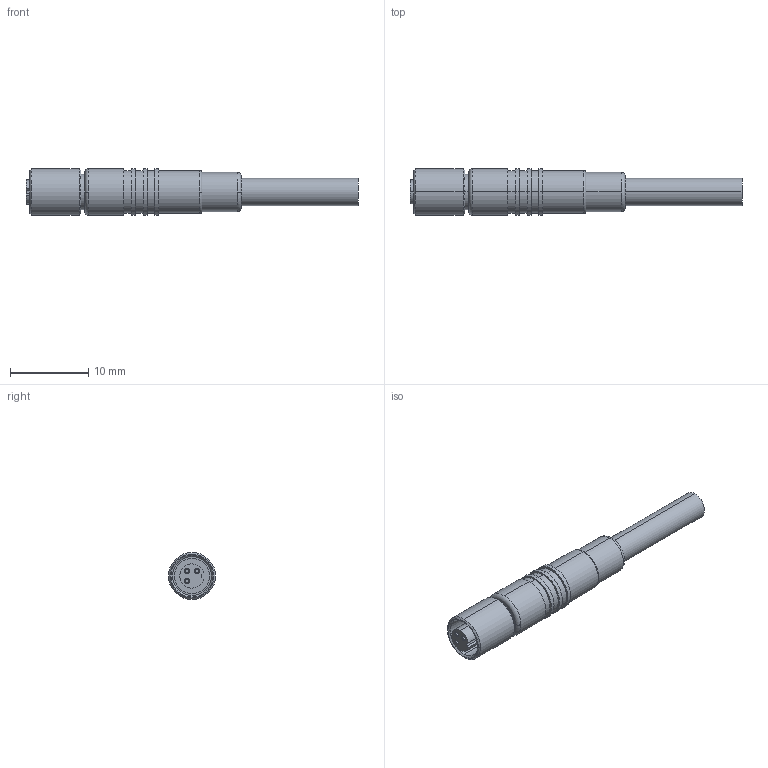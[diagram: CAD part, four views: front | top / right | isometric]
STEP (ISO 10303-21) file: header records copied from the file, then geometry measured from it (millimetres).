
FILE_DESCRIPTION(('SolidDesigner STEP Export'),'2;1');
FILE_NAME('1530456.stp','2011-11-02T 9:39:03',(''),(''),'CoCreate Modeling STEP processor for AP214 (Solid Model)','CoCreate Modeling 16.00A 16-Aug-2008 (C) Parametric Technology GmbH','');
FILE_SCHEMA(('AUTOMOTIVE_DESIGN { 1 0 10303 214 1 1 1 1 }'));
Length unit declared in the file: millimetre
Products named in the file (2): 1530456
Assembly tree (1 placements, depth 2):
  1530456
    1530456
Bounding box: 42.5 x 6 x 6 mm (x, y, z)
Volume: 760.4 mm3; surface area: 937.2 mm2
Topology: 1 solids, 1 shells, 75 faces, 172 edges, 114 vertices
Faces by surface type: cylinder 38, plane 19, cone 12, torus 6
Entity records: 2361 total; most frequent: ORIENTED_EDGE 344, CARTESIAN_POINT 269, DIRECTION 254, EDGE_CURVE 172, VERTEX_POINT 114, AXIS2_PLACEMENT_3D 99, EDGE_LOOP 90, COLOUR_RGB 76
